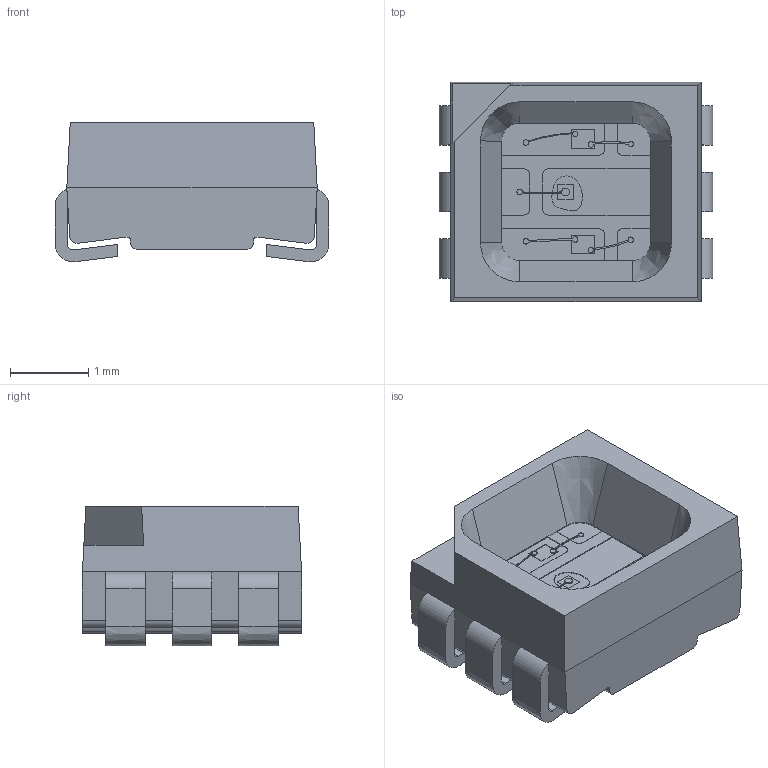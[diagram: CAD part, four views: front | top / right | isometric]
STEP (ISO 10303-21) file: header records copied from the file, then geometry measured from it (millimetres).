
FILE_DESCRIPTION(/* description */ ('Unknown'),/* implementation_level */ '2;1');
FILE_NAME(/* name */ '150352M1xxx',/* time_stamp */ '2019-06-26T10:02:47+02:00',/* author */ ('Unknown'),/* organization */ ('Unknown'),/* preprocessor_version */ 'ST-DEVELOPER v16.7',/* originating_system */ 'DEX',/* authorisation */ $);
FILE_SCHEMA (('AUTOMOTIVE_DESIGN {1 0 10303 214 3 1 1}'));
Length unit declared in the file: millimetre
Products named in the file (5): 150352M1xxx; cover; housing; base; base_mir
Assembly tree (4 placements, depth 2):
  150352M1xxx
    cover
    housing
    base
    base_mir
Bounding box: 3.5 x 2.8 x 1.79 mm (x, y, z)
Volume: 10.6 mm3; surface area: 68.4 mm2
Topology: 8 solids, 8 shells, 241 faces, 663 edges, 443 vertices
Faces by surface type: plane 165, cylinder 61, bspline 15
Full cylindrical faces by diameter (mm): 0.8 x1
Entity records: 9099 total; most frequent: CARTESIAN_POINT 1738, ORIENTED_EDGE 1318, DIRECTION 1274, EDGE_CURVE 659, LINE 484, VECTOR 484, VERTEX_POINT 441, AXIS2_PLACEMENT_3D 395
